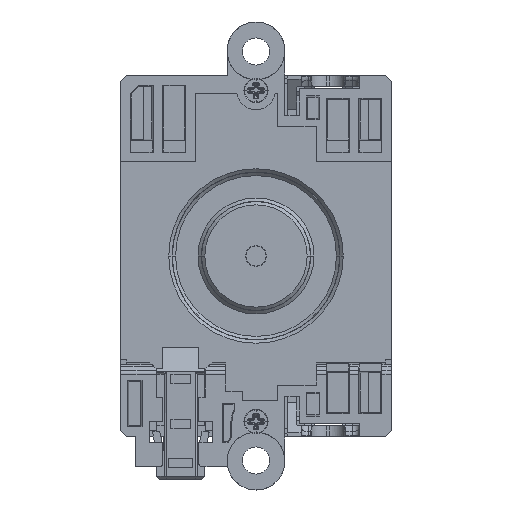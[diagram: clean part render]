
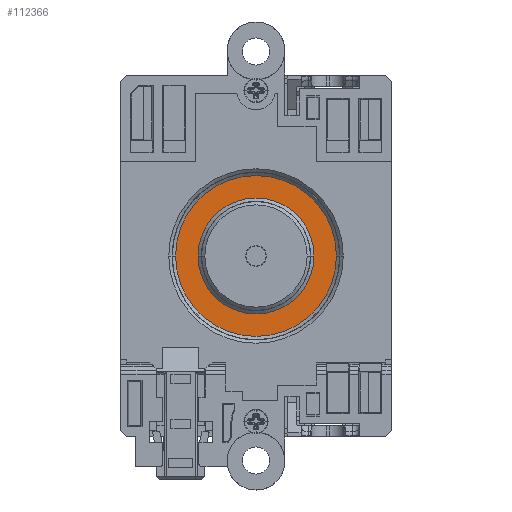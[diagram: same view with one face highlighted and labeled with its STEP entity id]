
A CAD part, front view. The second image highlights one B-rep face of the part: STEP entity #112366.
In plain terms, the highlighted face is planar.
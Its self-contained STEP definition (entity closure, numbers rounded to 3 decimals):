
#102993=CARTESIAN_POINT('',(0.,-3.7,0.));
#102994=DIRECTION('',(0.,-1.,0.));
#102995=DIRECTION('',(-1.,0.,0.));
#102996=AXIS2_PLACEMENT_3D('',#102993,#102994,#102995);
#102998=CARTESIAN_POINT('',(0.,-3.7,0.));
#102999=DIRECTION('',(0.,1.,0.));
#103000=DIRECTION('',(-1.,0.,0.));
#103001=AXIS2_PLACEMENT_3D('',#102998,#102999,#103000);
#103021=CARTESIAN_POINT('',(0.,-3.7,0.));
#103022=DIRECTION('',(0.,1.,0.));
#103023=DIRECTION('',(1.,0.,0.));
#103024=AXIS2_PLACEMENT_3D('',#103021,#103022,#103023);
#103026=CARTESIAN_POINT('',(0.,-3.7,0.));
#103027=DIRECTION('',(0.,-1.,0.));
#103028=DIRECTION('',(1.,0.,0.));
#103029=AXIS2_PLACEMENT_3D('',#103026,#103027,#103028);
#109194=CARTESIAN_POINT('',(9.631,-3.7,0.));
#109195=VERTEX_POINT('',#109194);
#109196=CARTESIAN_POINT('',(-9.631,-3.7,0.));
#109197=VERTEX_POINT('',#109196);
#109540=CARTESIAN_POINT('',(-13.369,-3.7,0.));
#109541=VERTEX_POINT('',#109540);
#109542=CARTESIAN_POINT('',(13.369,-3.7,0.));
#109543=VERTEX_POINT('',#109542);
#112351=CARTESIAN_POINT('',(0.,-3.7,0.));
#112352=DIRECTION('',(0.,1.,0.));
#112353=DIRECTION('',(0.,0.,-1.));
#112354=AXIS2_PLACEMENT_3D('',#112351,#112352,#112353);
#112355=PLANE('',#112354);
#112357=ORIENTED_EDGE('',*,*,#112356,.F.);
#112359=ORIENTED_EDGE('',*,*,#112358,.T.);
#112360=EDGE_LOOP('',(#112357,#112359));
#112361=FACE_OUTER_BOUND('',#112360,.F.);
#112362=ORIENTED_EDGE('',*,*,#112333,.F.);
#112363=ORIENTED_EDGE('',*,*,#112344,.T.);
#112364=EDGE_LOOP('',(#112362,#112363));
#112365=FACE_BOUND('',#112364,.F.);
#102997=CIRCLE('',#102996,9.631);
#103002=CIRCLE('',#103001,9.631);
#103025=CIRCLE('',#103024,13.369);
#103030=CIRCLE('',#103029,13.369);
#112333=EDGE_CURVE('',#109197,#109195,#102997,.T.);
#112344=EDGE_CURVE('',#109197,#109195,#103002,.T.);
#112356=EDGE_CURVE('',#109543,#109541,#103025,.T.);
#112358=EDGE_CURVE('',#109543,#109541,#103030,.T.);
#112366=ADVANCED_FACE('',(#112361,#112365),#112355,.T.);
